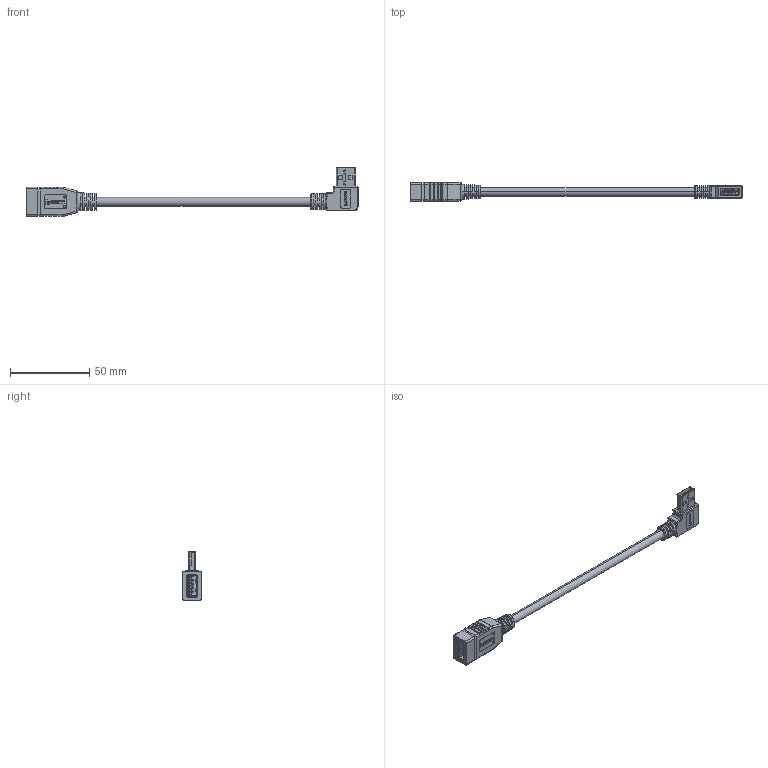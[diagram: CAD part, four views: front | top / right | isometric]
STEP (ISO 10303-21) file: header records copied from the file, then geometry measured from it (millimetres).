
FILE_DESCRIPTION (( 'STEP AP214' ), '1' );
FILE_NAME ('U3A00047.STEP', '2018-10-09T11:55:49', ( '' ), ( '' ), 'SwSTEP 2.0', 'SolidWorks 2017', '' );
FILE_SCHEMA (( 'AUTOMOTIVE_DESIGN' ));
Length unit declared in the file: inch
Products named in the file (16): MTN-905_RIGHT WITH LOGO; 1AA05-047-MA2___; U3A00047; MTN-929_WITHOUT CBL; 1AA05-072___; MTN-931_no locking; MTN-905_right logo; 1AA05-072-MA1___; 3AC08-027; 1AA05-072-MA2___; MTN-(USB3.0 STD A F END PREMOLD; MTN-929_no locking, 5.5mm OD; 1AA05-047___; MTN-906; 1AA05-047-MA1___; MTN-595
Assembly tree (15 placements, depth 5):
  U3A00047
    3AC08-027
    MTN-929_no locking, 5.5mm OD
      MTN-595
        1AA05-047___
          1AA05-047-MA2___
          1AA05-047-MA1___
        MTN-(USB3.0 STD A F END PREMOLD
      MTN-931_no locking
      MTN-929_WITHOUT CBL
    MTN-905_RIGHT WITH LOGO
      MTN-905_right logo
      MTN-906
      1AA05-072___
        1AA05-072-MA2___
        1AA05-072-MA1___
Bounding box: 209 x 11.8 x 30.57 mm (x, y, z)
Volume: 14396.9 mm3; surface area: 14843.4 mm2
Topology: 14 solids, 14 shells, 2196 faces, 5989 edges, 3844 vertices
Faces by surface type: plane 1343, cylinder 509, bspline 274, sphere 48, torus 20, cone 2
Entity records: 87283 total; most frequent: CARTESIAN_POINT 27904, ORIENTED_EDGE 11866, DIRECTION 10003, EDGE_CURVE 5933, VECTOR 4145, LINE 4145, VERTEX_POINT 3844, AXIS2_PLACEMENT_3D 2929
